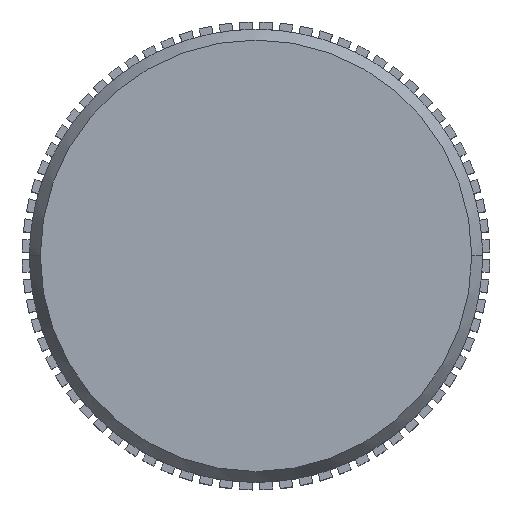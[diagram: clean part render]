
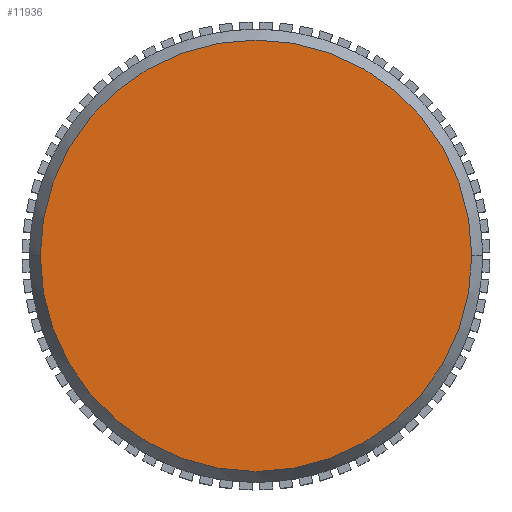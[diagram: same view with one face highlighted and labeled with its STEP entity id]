
A CAD part, top view. The second image highlights one B-rep face of the part: STEP entity #11936.
In plain terms, the highlighted planar face has unit normal (0, 0, 1).
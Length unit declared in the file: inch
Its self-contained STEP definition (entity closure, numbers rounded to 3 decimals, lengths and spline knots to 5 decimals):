
#4 = VERTEX_POINT ( 'NONE', #7612 ) ;
#2207 = DIRECTION ( 'NONE',  ( 1., 0., 0. ) ) ;
#2209 = DIRECTION ( 'NONE',  ( 0., 0., 1. ) ) ;
#2212 = PLANE ( 'NONE',  #14069 ) ;
#2215 = CARTESIAN_POINT ( 'NONE',  ( 0., 0., 0.17187 ) ) ;
#4539 = CIRCLE ( 'NONE', #11455, 0.14416 ) ;
#6028 = EDGE_CURVE ( 'NONE', #4, #7182, #4539, .T. ) ;
#6602 = DIRECTION ( 'NONE',  ( -1., 0., 0. ) ) ;
#6630 = DIRECTION ( 'NONE',  ( 0., 0., -1. ) ) ;
#6632 = CARTESIAN_POINT ( 'NONE',  ( 0., 0., 0.17187 ) ) ;
#7182 = VERTEX_POINT ( 'NONE', #13422 ) ;
#7612 = CARTESIAN_POINT ( 'NONE',  ( -0.14416, 0., 0.17187 ) ) ;
#8663 = ORIENTED_EDGE ( 'NONE', *, *, #10728, .F. ) ;
#8664 = ORIENTED_EDGE ( 'NONE', *, *, #6028, .F. ) ;
#9754 = FACE_OUTER_BOUND ( 'NONE', #15863, .T. ) ;
#10728 = EDGE_CURVE ( 'NONE', #7182, #4, #12683, .T. ) ;
#11455 = AXIS2_PLACEMENT_3D ( 'NONE', #13404, #13144, #13447 ) ;
#11550 = AXIS2_PLACEMENT_3D ( 'NONE', #6632, #6630, #6602 ) ;
#11936 = ADVANCED_FACE ( 'NONE', ( #9754 ), #2212, .T. ) ;
#12683 = CIRCLE ( 'NONE', #11550, 0.14416 ) ;
#13144 = DIRECTION ( 'NONE',  ( 0., 0., -1. ) ) ;
#13404 = CARTESIAN_POINT ( 'NONE',  ( 0., 0., 0.17187 ) ) ;
#13422 = CARTESIAN_POINT ( 'NONE',  ( 0.14416, 0., 0.17187 ) ) ;
#13447 = DIRECTION ( 'NONE',  ( -1., 0., 0. ) ) ;
#14069 = AXIS2_PLACEMENT_3D ( 'NONE', #2215, #2209, #2207 ) ;
#15863 = EDGE_LOOP ( 'NONE', ( #8664, #8663 ) ) ;
